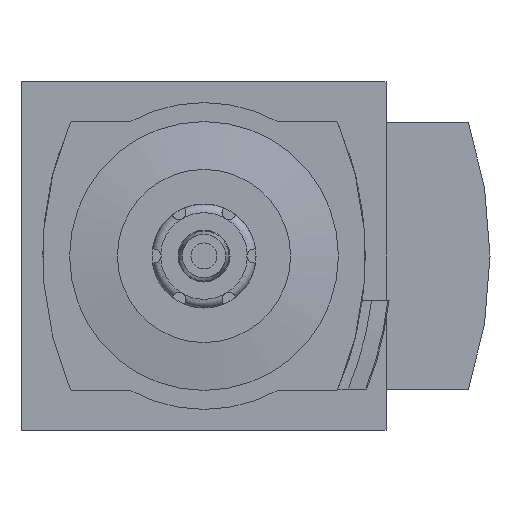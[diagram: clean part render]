
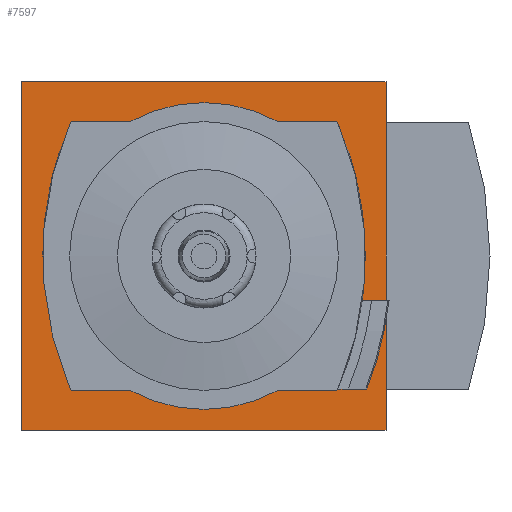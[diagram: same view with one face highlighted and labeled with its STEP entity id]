
A CAD part, front view. The second image highlights one B-rep face of the part: STEP entity #7597.
In plain terms, the highlighted planar face has unit normal (0, -1, 0).
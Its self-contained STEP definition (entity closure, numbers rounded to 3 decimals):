
#132=PLANE('',#8011);
#337=LINE('',#10144,#933);
#443=LINE('',#10366,#1039);
#458=LINE('',#10404,#1054);
#508=LINE('',#10681,#1104);
#625=LINE('',#11020,#1221);
#626=LINE('',#11024,#1222);
#627=LINE('',#11032,#1223);
#628=LINE('',#11036,#1224);
#629=LINE('',#11042,#1225);
#630=LINE('',#11046,#1226);
#933=VECTOR('',#8437,1000.);
#1039=VECTOR('',#8609,1000.);
#1054=VECTOR('',#8638,1000.);
#1104=VECTOR('',#8776,1000.);
#1221=VECTOR('',#9033,1000.);
#1222=VECTOR('',#9036,1000.);
#1223=VECTOR('',#9043,1000.);
#1224=VECTOR('',#9046,1000.);
#1225=VECTOR('',#9051,1000.);
#1226=VECTOR('',#9054,1000.);
#2137=ORIENTED_EDGE('',*,*,#3401,.F.);
#2138=ORIENTED_EDGE('',*,*,#3524,.F.);
#2139=ORIENTED_EDGE('',*,*,#3421,.F.);
#2140=ORIENTED_EDGE('',*,*,#3287,.F.);
#2141=ORIENTED_EDGE('',*,*,#3687,.F.);
#2142=ORIENTED_EDGE('',*,*,#3688,.T.);
#2143=ORIENTED_EDGE('',*,*,#3689,.F.);
#2144=ORIENTED_EDGE('',*,*,#3690,.F.);
#2145=ORIENTED_EDGE('',*,*,#3691,.F.);
#2146=ORIENTED_EDGE('',*,*,#3692,.F.);
#2147=ORIENTED_EDGE('',*,*,#3693,.F.);
#2148=ORIENTED_EDGE('',*,*,#3694,.F.);
#2149=ORIENTED_EDGE('',*,*,#3695,.F.);
#2150=ORIENTED_EDGE('',*,*,#3696,.F.);
#2151=ORIENTED_EDGE('',*,*,#3697,.F.);
#2152=ORIENTED_EDGE('',*,*,#3698,.F.);
#2153=ORIENTED_EDGE('',*,*,#3699,.T.);
#2154=ORIENTED_EDGE('',*,*,#3700,.F.);
#2155=ORIENTED_EDGE('',*,*,#3701,.T.);
#3287=EDGE_CURVE('',#4131,#4132,#337,.T.);
#3401=EDGE_CURVE('',#4214,#4131,#443,.T.);
#3421=EDGE_CURVE('',#4132,#4231,#458,.T.);
#3524=EDGE_CURVE('',#4231,#4214,#508,.T.);
#3687=EDGE_CURVE('',#4452,#4453,#4727,.F.);
#3688=EDGE_CURVE('',#4452,#4454,#625,.T.);
#3689=EDGE_CURVE('',#4455,#4454,#4728,.F.);
#3690=EDGE_CURVE('',#4456,#4455,#626,.T.);
#3691=EDGE_CURVE('',#4457,#4456,#4729,.F.);
#3692=EDGE_CURVE('',#4458,#4457,#4730,.F.);
#3693=EDGE_CURVE('',#4459,#4458,#4731,.F.);
#3694=EDGE_CURVE('',#4460,#4459,#627,.T.);
#3695=EDGE_CURVE('',#4461,#4460,#4732,.F.);
#3696=EDGE_CURVE('',#4462,#4461,#628,.T.);
#3697=EDGE_CURVE('',#4463,#4462,#4733,.F.);
#3698=EDGE_CURVE('',#4464,#4463,#4734,.F.);
#3699=EDGE_CURVE('',#4464,#4465,#629,.T.);
#3700=EDGE_CURVE('',#4466,#4465,#4735,.T.);
#3701=EDGE_CURVE('',#4466,#4453,#630,.T.);
#4131=VERTEX_POINT('',#10143);
#4132=VERTEX_POINT('',#10145);
#4214=VERTEX_POINT('',#10365);
#4231=VERTEX_POINT('',#10405);
#4452=VERTEX_POINT('',#11018);
#4453=VERTEX_POINT('',#11019);
#4454=VERTEX_POINT('',#11021);
#4455=VERTEX_POINT('',#11023);
#4456=VERTEX_POINT('',#11025);
#4457=VERTEX_POINT('',#11027);
#4458=VERTEX_POINT('',#11029);
#4459=VERTEX_POINT('',#11031);
#4460=VERTEX_POINT('',#11033);
#4461=VERTEX_POINT('',#11035);
#4462=VERTEX_POINT('',#11037);
#4463=VERTEX_POINT('',#11039);
#4464=VERTEX_POINT('',#11041);
#4465=VERTEX_POINT('',#11043);
#4466=VERTEX_POINT('',#11045);
#4727=CIRCLE('',#8012,0.3);
#4728=CIRCLE('',#8013,17.7);
#4729=CIRCLE('',#8014,0.3);
#4730=CIRCLE('',#8015,38.9);
#4731=CIRCLE('',#8016,0.3);
#4732=CIRCLE('',#8017,17.7);
#4733=CIRCLE('',#8018,0.3);
#4734=CIRCLE('',#8019,38.9);
#4735=CIRCLE('',#8020,39.95);
#4929=EDGE_LOOP('',(#2137,#2138,#2139,#2140));
#4930=EDGE_LOOP('',(#2141,#2142,#2143,#2144,#2145,#2146,#2147,#2148,#2149,
#2150,#2151,#2152,#2153,#2154,#2155));
#5284=FACE_BOUND('',#4929,.T.);
#5285=FACE_BOUND('',#4930,.T.);
#7597=ADVANCED_FACE('',(#5284,#5285),#132,.F.);
#8011=AXIS2_PLACEMENT_3D('',#11016,#9029,#9030);
#8012=AXIS2_PLACEMENT_3D('',#11017,#9031,#9032);
#8013=AXIS2_PLACEMENT_3D('',#11022,#9034,#9035);
#8014=AXIS2_PLACEMENT_3D('',#11026,#9037,#9038);
#8015=AXIS2_PLACEMENT_3D('',#11028,#9039,#9040);
#8016=AXIS2_PLACEMENT_3D('',#11030,#9041,#9042);
#8017=AXIS2_PLACEMENT_3D('',#11034,#9044,#9045);
#8018=AXIS2_PLACEMENT_3D('',#11038,#9047,#9048);
#8019=AXIS2_PLACEMENT_3D('',#11040,#9049,#9050);
#8020=AXIS2_PLACEMENT_3D('',#11044,#9052,#9053);
#8437=DIRECTION('',(0.,0.,1.));
#8609=DIRECTION('',(-1.,0.,0.));
#8638=DIRECTION('',(1.,0.,0.));
#8776=DIRECTION('',(0.,0.,-1.));
#9029=DIRECTION('',(0.,1.,0.));
#9030=DIRECTION('',(0.,0.,1.));
#9031=DIRECTION('',(0.,1.,0.));
#9032=DIRECTION('',(0.,0.,1.));
#9033=DIRECTION('',(-1.,0.,0.));
#9034=DIRECTION('',(0.,1.,0.));
#9035=DIRECTION('',(0.,0.,1.));
#9036=DIRECTION('',(1.,0.,0.));
#9037=DIRECTION('',(0.,1.,0.));
#9038=DIRECTION('',(0.,0.,1.));
#9039=DIRECTION('',(0.,1.,0.));
#9040=DIRECTION('',(0.,0.,1.));
#9041=DIRECTION('',(0.,1.,0.));
#9042=DIRECTION('',(0.,0.,1.));
#9043=DIRECTION('',(-1.,0.,0.));
#9044=DIRECTION('',(0.,1.,0.));
#9045=DIRECTION('',(0.,0.,1.));
#9046=DIRECTION('',(-1.,0.,0.));
#9047=DIRECTION('',(0.,1.,0.));
#9048=DIRECTION('',(0.,0.,1.));
#9049=DIRECTION('',(0.,1.,0.));
#9050=DIRECTION('',(0.,0.,1.));
#9051=DIRECTION('',(1.,0.,0.));
#9052=DIRECTION('',(0.,-1.,0.));
#9053=DIRECTION('',(0.,0.,-1.));
#9054=DIRECTION('',(-1.,0.,0.));
#10143=CARTESIAN_POINT('',(-21.,-32.,-20.1));
#10144=CARTESIAN_POINT('',(-21.,-32.,-20.1));
#10145=CARTESIAN_POINT('',(-21.,-32.,20.1));
#10365=CARTESIAN_POINT('',(21.,-32.,-20.1));
#10366=CARTESIAN_POINT('',(21.,-32.,-20.1));
#10404=CARTESIAN_POINT('',(-21.,-32.,20.1));
#10405=CARTESIAN_POINT('',(21.,-32.,20.1));
#10681=CARTESIAN_POINT('',(21.,-32.,20.1));
#11016=CARTESIAN_POINT('',(0.,-32.,0.));
#11017=CARTESIAN_POINT('',(15.181,-32.,-15.2));
#11018=CARTESIAN_POINT('',(15.181,-32.,-15.5));
#11019=CARTESIAN_POINT('',(15.442,-32.,-15.349));
#11020=CARTESIAN_POINT('',(14.091,-32.,-15.5));
#11021=CARTESIAN_POINT('',(8.546,-32.,-15.5));
#11022=CARTESIAN_POINT('',(0.,-32.,0.));
#11023=CARTESIAN_POINT('',(-8.546,-32.,-15.5));
#11024=CARTESIAN_POINT('',(0.,-32.,-15.5));
#11025=CARTESIAN_POINT('',(-15.181,-32.,-15.5));
#11026=CARTESIAN_POINT('',(-15.181,-32.,-15.2));
#11027=CARTESIAN_POINT('',(-15.457,-32.,-15.318));
#11028=CARTESIAN_POINT('',(20.3,-32.,0.));
#11029=CARTESIAN_POINT('',(-15.457,-32.,15.318));
#11030=CARTESIAN_POINT('',(-15.181,-32.,15.2));
#11031=CARTESIAN_POINT('',(-15.181,-32.,15.5));
#11032=CARTESIAN_POINT('',(0.,-32.,15.5));
#11033=CARTESIAN_POINT('',(-8.546,-32.,15.5));
#11034=CARTESIAN_POINT('',(0.,-32.,0.));
#11035=CARTESIAN_POINT('',(8.546,-32.,15.5));
#11036=CARTESIAN_POINT('',(0.,-32.,15.5));
#11037=CARTESIAN_POINT('',(15.181,-32.,15.5));
#11038=CARTESIAN_POINT('',(15.181,-32.,15.2));
#11039=CARTESIAN_POINT('',(15.457,-32.,15.318));
#11040=CARTESIAN_POINT('',(-20.3,-32.,0.));
#11041=CARTESIAN_POINT('',(18.259,-32.,-5.142));
#11042=CARTESIAN_POINT('',(17.25,-32.,-5.142));
#11043=CARTESIAN_POINT('',(19.337,-32.,-5.142));
#11044=CARTESIAN_POINT('',(-20.3,-32.,-0.15));
#11045=CARTESIAN_POINT('',(16.646,-32.,-15.349));
#11046=CARTESIAN_POINT('',(30.,-32.,-15.349));
